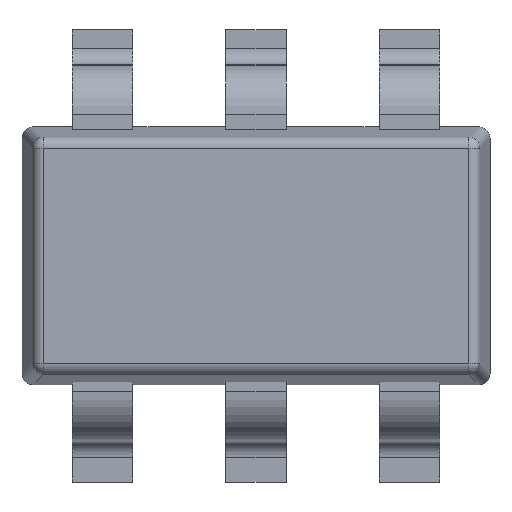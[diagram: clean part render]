
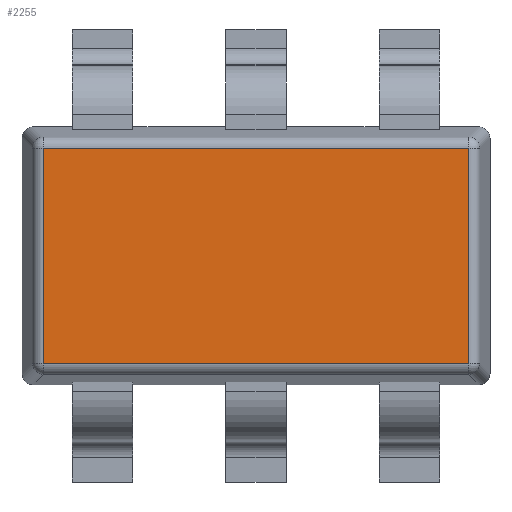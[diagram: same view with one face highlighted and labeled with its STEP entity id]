
A CAD part, top view. The second image highlights one B-rep face of the part: STEP entity #2255.
In plain terms, the highlighted planar face has unit normal (0, 0, 1).
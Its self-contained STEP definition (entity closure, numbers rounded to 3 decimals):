
#34=PLANE('',#2447);
#136=FACE_OUTER_BOUND('',#262,.T.);
#262=EDGE_LOOP('',(#1658,#1659,#1660,#1661));
#395=LINE('',#3466,#627);
#397=LINE('',#3469,#629);
#406=LINE('',#3486,#638);
#408=LINE('',#3489,#640);
#627=VECTOR('',#2786,10.);
#629=VECTOR('',#2790,10.);
#638=VECTOR('',#2813,10.);
#640=VECTOR('',#2817,10.);
#955=VERTEX_POINT('',#3381);
#962=VERTEX_POINT('',#3408);
#965=VERTEX_POINT('',#3415);
#973=VERTEX_POINT('',#3439);
#1216=EDGE_CURVE('',#962,#973,#395,.T.);
#1218=EDGE_CURVE('',#973,#965,#397,.T.);
#1228=EDGE_CURVE('',#965,#955,#406,.T.);
#1230=EDGE_CURVE('',#955,#962,#408,.T.);
#1658=ORIENTED_EDGE('',*,*,#1216,.F.);
#1659=ORIENTED_EDGE('',*,*,#1230,.F.);
#1660=ORIENTED_EDGE('',*,*,#1228,.F.);
#1661=ORIENTED_EDGE('',*,*,#1218,.F.);
#2255=ADVANCED_FACE('',(#136),#34,.T.);
#2447=AXIS2_PLACEMENT_3D('',#3521,#2852,#2853);
#2786=DIRECTION('',(0.,-1.,0.));
#2790=DIRECTION('',(-1.,0.,0.));
#2813=DIRECTION('',(0.,1.,0.));
#2817=DIRECTION('',(1.,0.,0.));
#2852=DIRECTION('center_axis',(0.,0.,1.));
#2853=DIRECTION('ref_axis',(1.,0.,0.));
#3381=CARTESIAN_POINT('',(-1.316,0.666,1.));
#3408=CARTESIAN_POINT('',(1.316,0.666,1.));
#3415=CARTESIAN_POINT('',(-1.316,-0.666,1.));
#3439=CARTESIAN_POINT('',(1.316,-0.666,1.));
#3466=CARTESIAN_POINT('',(1.316,0.4,1.));
#3469=CARTESIAN_POINT('',(0.725,-0.666,1.));
#3486=CARTESIAN_POINT('',(-1.316,-0.4,1.));
#3489=CARTESIAN_POINT('',(-0.725,0.666,1.));
#3521=CARTESIAN_POINT('Origin',(0.,0.,
1.));
